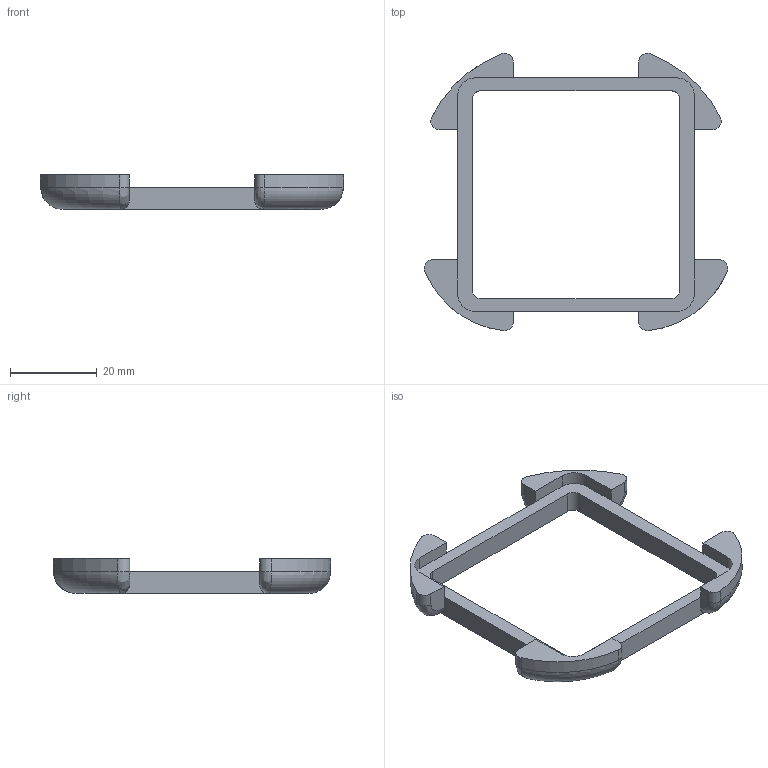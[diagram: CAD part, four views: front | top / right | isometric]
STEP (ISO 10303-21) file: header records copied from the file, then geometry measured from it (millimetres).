
FILE_DESCRIPTION(/* description */ (''),/* implementation_level */ '2;1');
FILE_NAME(/* name */ 'seria_case_adapter_small v1.step',/* time_stamp */ '2024-05-03T10:17:54+09:00',/* author */ (''),/* organization */ (''),/* preprocessor_version */ 'ST-DEVELOPER v20',/* originating_system */ 'Autodesk Translation Framework v12.20.1.177',/* authorisation */ '');
FILE_SCHEMA (('AUTOMOTIVE_DESIGN { 1 0 10303 214 3 1 1 }'));
Length unit declared in the file: millimetre
Products named in the file (1): seria_case_adapter_small
Bounding box: 70.07 x 64.05 x 8 mm (x, y, z)
Volume: 5749.2 mm3; surface area: 4801.6 mm2
Topology: 1 solids, 1 shells, 73 faces, 190 edges, 118 vertices
Faces by surface type: plane 33, cylinder 28, bspline 8, torus 4
Entity records: 2605 total; most frequent: CARTESIAN_POINT 794, ORIENTED_EDGE 380, DIRECTION 366, EDGE_CURVE 190, AXIS2_PLACEMENT_3D 130, VERTEX_POINT 118, LINE 106, VECTOR 106
